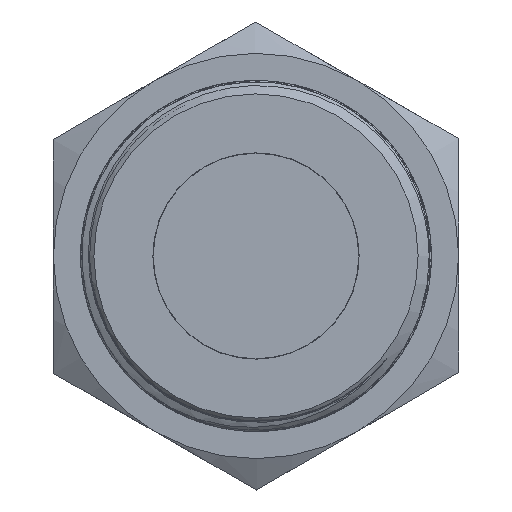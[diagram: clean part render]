
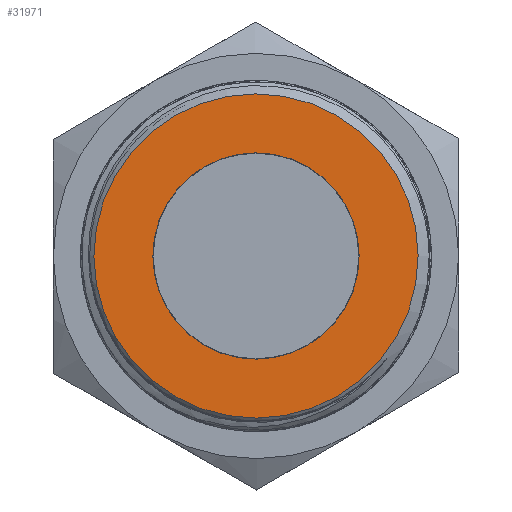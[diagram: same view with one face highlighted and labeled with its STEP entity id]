
A CAD part, left-side view. The second image highlights one B-rep face of the part: STEP entity #31971.
In plain terms, the highlighted planar face has unit normal (-1, 0, 0).
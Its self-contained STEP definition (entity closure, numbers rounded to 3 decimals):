
#771=FACE_BOUND('',#5300,.T.);
#1783=PLANE('',#34121);
#3451=FACE_OUTER_BOUND('',#5299,.T.);
#5299=EDGE_LOOP('',(#29787));
#5300=EDGE_LOOP('',(#29788));
#5991=CIRCLE('',#34122,22.);
#5992=CIRCLE('',#34123,14.);
#15963=VERTEX_POINT('',#85976);
#15964=VERTEX_POINT('',#85978);
#20594=EDGE_CURVE('',#15963,#15963,#5991,.T.);
#20595=EDGE_CURVE('',#15964,#15964,#5992,.T.);
#29787=ORIENTED_EDGE('',*,*,#20594,.T.);
#29788=ORIENTED_EDGE('',*,*,#20595,.T.);
#31971=ADVANCED_FACE('',(#3451,#771),#1783,.T.);
#34121=AXIS2_PLACEMENT_3D('',#85975,#41235,#41236);
#34122=AXIS2_PLACEMENT_3D('',#85977,#41237,#41238);
#34123=AXIS2_PLACEMENT_3D('',#85979,#41239,#41240);
#41235=DIRECTION('center_axis',(-1.,0.,0.));
#41236=DIRECTION('ref_axis',(0.,0.,1.));
#41237=DIRECTION('center_axis',(-1.,0.,0.));
#41238=DIRECTION('ref_axis',(0.,1.,0.));
#41239=DIRECTION('center_axis',(1.,0.,0.));
#41240=DIRECTION('ref_axis',(0.,-0.003,1.));
#85975=CARTESIAN_POINT('Origin',(-45.,24.,0.));
#85976=CARTESIAN_POINT('',(-45.,-22.,0.));
#85977=CARTESIAN_POINT('Origin',(-45.,0.,0.));
#85978=CARTESIAN_POINT('',(-45.,-14.,0.));
#85979=CARTESIAN_POINT('Origin',(-45.,0.,0.));
